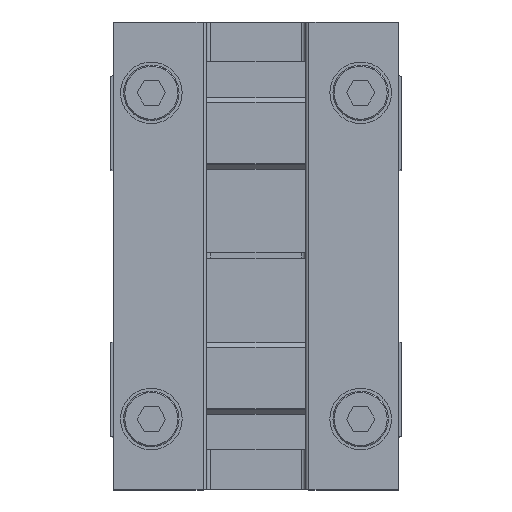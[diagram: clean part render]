
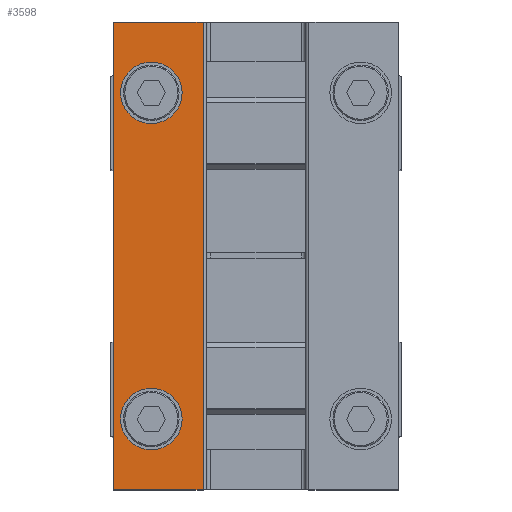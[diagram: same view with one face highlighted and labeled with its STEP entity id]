
A CAD part, top view. The second image highlights one B-rep face of the part: STEP entity #3598.
In plain terms, the highlighted planar face has unit normal (0, 0, 1).
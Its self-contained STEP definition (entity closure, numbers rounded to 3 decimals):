
#3517=AXIS2_PLACEMENT_3D('Plane Axis2P3D',#3514,#3515,#3516) ;
#3532=AXIS2_PLACEMENT_3D('Circle Axis2P3D',#3530,#3531,$) ;
#3541=AXIS2_PLACEMENT_3D('Circle Axis2P3D',#3539,#3540,$) ;
#3548=AXIS2_PLACEMENT_3D('Circle Axis2P3D',#3546,#3547,$) ;
#3555=AXIS2_PLACEMENT_3D('Circle Axis2P3D',#3553,#3554,$) ;
#3566=AXIS2_PLACEMENT_3D('Circle Axis2P3D',#3564,#3565,$) ;
#3575=AXIS2_PLACEMENT_3D('Circle Axis2P3D',#3573,#3574,$) ;
#3582=AXIS2_PLACEMENT_3D('Circle Axis2P3D',#3580,#3581,$) ;
#3589=AXIS2_PLACEMENT_3D('Circle Axis2P3D',#3587,#3588,$) ;
#1293=CARTESIAN_POINT('Vertex',(-11.6,19.,0.)) ;
#1328=CARTESIAN_POINT('Vertex',(-11.6,-19.,0.)) ;
#1331=CARTESIAN_POINT('Line Origine',(-11.6,0.,0.)) ;
#3294=CARTESIAN_POINT('Line Origine',(-7.95,19.,0.)) ;
#3298=CARTESIAN_POINT('Vertex',(-4.3,19.,0.)) ;
#3454=CARTESIAN_POINT('Vertex',(-4.3,-19.,0.)) ;
#3457=CARTESIAN_POINT('Line Origine',(-7.95,-19.,0.)) ;
#3514=CARTESIAN_POINT('Axis2P3D Location',(-4.3,-19.,0.)) ;
#3519=CARTESIAN_POINT('Line Origine',(-4.3,0.,0.)) ;
#3530=CARTESIAN_POINT('Axis2P3D Location',(-8.5,13.25,0.)) ;
#3534=CARTESIAN_POINT('Vertex',(-6.,13.25,0.)) ;
#3536=CARTESIAN_POINT('Vertex',(-8.5,10.75,0.)) ;
#3539=CARTESIAN_POINT('Axis2P3D Location',(-8.5,13.25,0.)) ;
#3543=CARTESIAN_POINT('Vertex',(-11.,13.25,0.)) ;
#3546=CARTESIAN_POINT('Axis2P3D Location',(-8.5,13.25,0.)) ;
#3550=CARTESIAN_POINT('Vertex',(-8.5,15.75,0.)) ;
#3553=CARTESIAN_POINT('Axis2P3D Location',(-8.5,13.25,0.)) ;
#3564=CARTESIAN_POINT('Axis2P3D Location',(-8.5,-13.25,0.)) ;
#3568=CARTESIAN_POINT('Vertex',(-6.,-13.25,0.)) ;
#3570=CARTESIAN_POINT('Vertex',(-8.5,-15.75,0.)) ;
#3573=CARTESIAN_POINT('Axis2P3D Location',(-8.5,-13.25,0.)) ;
#3577=CARTESIAN_POINT('Vertex',(-11.,-13.25,0.)) ;
#3580=CARTESIAN_POINT('Axis2P3D Location',(-8.5,-13.25,0.)) ;
#3584=CARTESIAN_POINT('Vertex',(-8.5,-10.75,0.)) ;
#3587=CARTESIAN_POINT('Axis2P3D Location',(-8.5,-13.25,0.)) ;
#1332=DIRECTION('Vector Direction',(0.,1.,0.)) ;
#3295=DIRECTION('Vector Direction',(-1.,0.,0.)) ;
#3458=DIRECTION('Vector Direction',(-1.,0.,0.)) ;
#3515=DIRECTION('Axis2P3D Direction',(0.,0.,-1.)) ;
#3516=DIRECTION('Axis2P3D XDirection',(0.,1.,0.)) ;
#3520=DIRECTION('Vector Direction',(0.,1.,0.)) ;
#3531=DIRECTION('Axis2P3D Direction',(0.,0.,-1.)) ;
#3540=DIRECTION('Axis2P3D Direction',(0.,0.,-1.)) ;
#3547=DIRECTION('Axis2P3D Direction',(0.,0.,-1.)) ;
#3554=DIRECTION('Axis2P3D Direction',(0.,0.,-1.)) ;
#3565=DIRECTION('Axis2P3D Direction',(0.,0.,-1.)) ;
#3574=DIRECTION('Axis2P3D Direction',(0.,0.,-1.)) ;
#3581=DIRECTION('Axis2P3D Direction',(0.,0.,-1.)) ;
#3588=DIRECTION('Axis2P3D Direction',(0.,0.,-1.)) ;
#1333=VECTOR('Line Direction',#1332,1.) ;
#3296=VECTOR('Line Direction',#3295,1.) ;
#3459=VECTOR('Line Direction',#3458,1.) ;
#3521=VECTOR('Line Direction',#3520,1.) ;
#3525=ORIENTED_EDGE('',*,*,#3300,.T.) ;
#3526=ORIENTED_EDGE('',*,*,#1335,.F.) ;
#3527=ORIENTED_EDGE('',*,*,#3461,.F.) ;
#3528=ORIENTED_EDGE('',*,*,#3523,.T.) ;
#3559=ORIENTED_EDGE('',*,*,#3538,.T.) ;
#3560=ORIENTED_EDGE('',*,*,#3545,.T.) ;
#3561=ORIENTED_EDGE('',*,*,#3552,.T.) ;
#3562=ORIENTED_EDGE('',*,*,#3557,.T.) ;
#3593=ORIENTED_EDGE('',*,*,#3572,.T.) ;
#3594=ORIENTED_EDGE('',*,*,#3579,.T.) ;
#3595=ORIENTED_EDGE('',*,*,#3586,.T.) ;
#3596=ORIENTED_EDGE('',*,*,#3591,.T.) ;
#3563=FACE_BOUND('',#3558,.T.) ;
#3597=FACE_BOUND('',#3592,.T.) ;
#3598=ADVANCED_FACE('GPC_16_T03_1357558_TUENKERS',(#3529,#3563,#3597),#3518,.F.) ;
#3533=CIRCLE('generated circle',#3532,2.5) ;
#3542=CIRCLE('generated circle',#3541,2.5) ;
#3549=CIRCLE('generated circle',#3548,2.5) ;
#3556=CIRCLE('generated circle',#3555,2.5) ;
#3567=CIRCLE('generated circle',#3566,2.5) ;
#3576=CIRCLE('generated circle',#3575,2.5) ;
#3583=CIRCLE('generated circle',#3582,2.5) ;
#3590=CIRCLE('generated circle',#3589,2.5) ;
#1335=EDGE_CURVE('',#1329,#1294,#1334,.T.) ;
#3300=EDGE_CURVE('',#3299,#1294,#3297,.T.) ;
#3461=EDGE_CURVE('',#3455,#1329,#3460,.T.) ;
#3523=EDGE_CURVE('',#3455,#3299,#3522,.T.) ;
#3538=EDGE_CURVE('',#3535,#3537,#3533,.T.) ;
#3545=EDGE_CURVE('',#3537,#3544,#3542,.T.) ;
#3552=EDGE_CURVE('',#3544,#3551,#3549,.T.) ;
#3557=EDGE_CURVE('',#3551,#3535,#3556,.T.) ;
#3572=EDGE_CURVE('',#3569,#3571,#3567,.T.) ;
#3579=EDGE_CURVE('',#3571,#3578,#3576,.T.) ;
#3586=EDGE_CURVE('',#3578,#3585,#3583,.T.) ;
#3591=EDGE_CURVE('',#3585,#3569,#3590,.T.) ;
#3524=EDGE_LOOP('',(#3525,#3526,#3527,#3528)) ;
#3558=EDGE_LOOP('',(#3559,#3560,#3561,#3562)) ;
#3592=EDGE_LOOP('',(#3593,#3594,#3595,#3596)) ;
#3529=FACE_OUTER_BOUND('',#3524,.T.) ;
#1334=LINE('Line',#1331,#1333) ;
#3297=LINE('Line',#3294,#3296) ;
#3460=LINE('Line',#3457,#3459) ;
#3522=LINE('Line',#3519,#3521) ;
#3518=PLANE('Plane',#3517) ;
#1294=VERTEX_POINT('',#1293) ;
#1329=VERTEX_POINT('',#1328) ;
#3299=VERTEX_POINT('',#3298) ;
#3455=VERTEX_POINT('',#3454) ;
#3535=VERTEX_POINT('',#3534) ;
#3537=VERTEX_POINT('',#3536) ;
#3544=VERTEX_POINT('',#3543) ;
#3551=VERTEX_POINT('',#3550) ;
#3569=VERTEX_POINT('',#3568) ;
#3571=VERTEX_POINT('',#3570) ;
#3578=VERTEX_POINT('',#3577) ;
#3585=VERTEX_POINT('',#3584) ;
